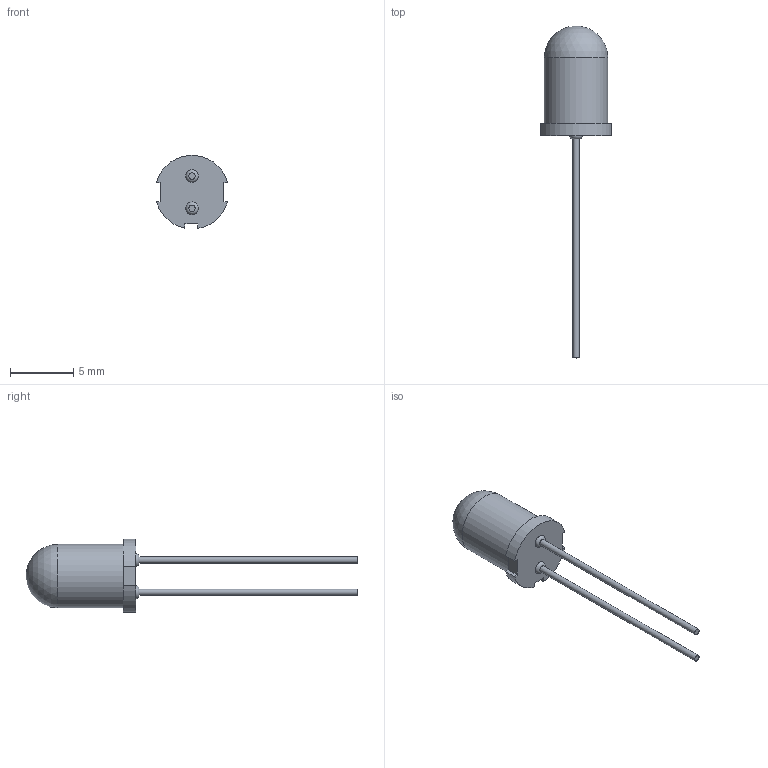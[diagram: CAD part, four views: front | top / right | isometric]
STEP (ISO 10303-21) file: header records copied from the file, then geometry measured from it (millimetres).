
FILE_DESCRIPTION (( 'STEP AP203' ), '1' );
FILE_NAME ('LED.STEP', '2012-09-10T11:02:08', ( '' ), ( '' ), 'SwSTEP 2.0', 'SolidWorks 2012', '' );
FILE_SCHEMA (( 'CONFIG_CONTROL_DESIGN' ));
Length unit declared in the file: millimetre
Products named in the file (1): LED
Bounding box: 5.6 x 26.15 x 5.76 mm (x, y, z)
Volume: 165.9 mm3; surface area: 225.5 mm2
Topology: 1 solids, 1 shells, 24 faces, 59 edges, 38 vertices
Faces by surface type: plane 15, cylinder 6, torus 2, sphere 1
Full cylindrical faces by diameter (mm): 0.5 x2, 5 x1
Entity records: 718 total; most frequent: DIRECTION 115, CARTESIAN_POINT 108, ORIENTED_EDGE 98, EDGE_CURVE 49, AXIS2_PLACEMENT_3D 41, VERTEX_POINT 34, LINE 33, VECTOR 33
